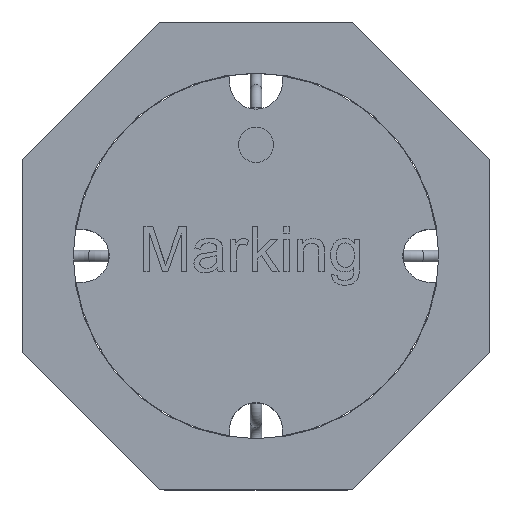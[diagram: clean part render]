
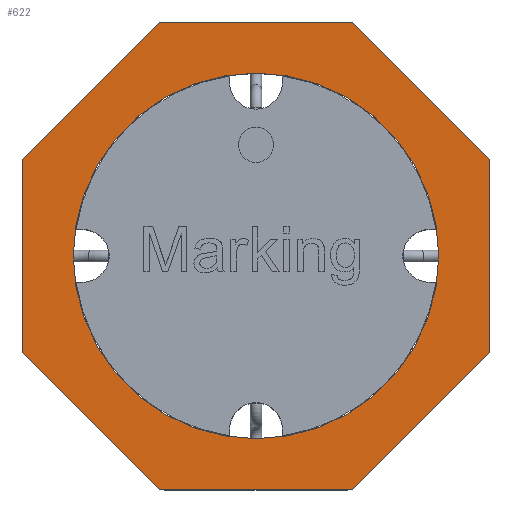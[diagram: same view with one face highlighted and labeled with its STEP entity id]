
A CAD part, top view. The second image highlights one B-rep face of the part: STEP entity #622.
In plain terms, the highlighted planar face has unit normal (0, 0, 1).
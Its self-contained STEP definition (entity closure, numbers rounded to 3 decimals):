
#622 = ADVANCED_FACE( '', ( #1300, #1301 ), #1302, .T. );
#1300 = FACE_OUTER_BOUND( '', #2275, .T. );
#1301 = FACE_BOUND( '', #2276, .T. );
#1302 = PLANE( '', #2277 );
#2275 = EDGE_LOOP( '', ( #3997, #3998, #3999, #4000, #4001, #4002, #4003, #4004 ) );
#2276 = EDGE_LOOP( '', ( #4005 ) );
#2277 = AXIS2_PLACEMENT_3D( '', #4006, #4007, #4008 );
#3997 = ORIENTED_EDGE( '', *, *, #5600, .T. );
#3998 = ORIENTED_EDGE( '', *, *, #5212, .T. );
#3999 = ORIENTED_EDGE( '', *, *, #5601, .T. );
#4000 = ORIENTED_EDGE( '', *, *, #5353, .T. );
#4001 = ORIENTED_EDGE( '', *, *, #5527, .T. );
#4002 = ORIENTED_EDGE( '', *, *, #5602, .T. );
#4003 = ORIENTED_EDGE( '', *, *, #5106, .T. );
#4004 = ORIENTED_EDGE( '', *, *, #5603, .T. );
#4005 = ORIENTED_EDGE( '', *, *, #5604, .T. );
#4006 = CARTESIAN_POINT( '', ( -5.657, 0., 1.2 ) );
#4007 = DIRECTION( '', ( 0., 0., 1. ) );
#4008 = DIRECTION( '', ( 1., 0., 0. ) );
#5106 = EDGE_CURVE( '', #5895, #5893, #5896, .T. );
#5212 = EDGE_CURVE( '', #6080, #6078, #6081, .T. );
#5353 = EDGE_CURVE( '', #6307, #6305, #6308, .T. );
#5527 = EDGE_CURVE( '', #6305, #6573, #6575, .T. );
#5600 = EDGE_CURVE( '', #6669, #6080, #6670, .T. );
#5601 = EDGE_CURVE( '', #6078, #6307, #6671, .T. );
#5602 = EDGE_CURVE( '', #6573, #5895, #6672, .T. );
#5603 = EDGE_CURVE( '', #5893, #6669, #6673, .T. );
#5604 = EDGE_CURVE( '', #6674, #6674, #6675, .T. );
#5893 = VERTEX_POINT( '', #7037 );
#5895 = VERTEX_POINT( '', #7040 );
#5896 = LINE( '', #7041, #7042 );
#6078 = VERTEX_POINT( '', #7313 );
#6080 = VERTEX_POINT( '', #7316 );
#6081 = LINE( '', #7317, #7318 );
#6305 = VERTEX_POINT( '', #7756 );
#6307 = VERTEX_POINT( '', #7759 );
#6308 = LINE( '', #7760, #7761 );
#6573 = VERTEX_POINT( '', #8405 );
#6575 = LINE( '', #8408, #8409 );
#6669 = VERTEX_POINT( '', #8588 );
#6670 = LINE( '', #8589, #8590 );
#6671 = LINE( '', #8591, #8592 );
#6672 = LINE( '', #8593, #8594 );
#6673 = LINE( '', #8595, #8596 );
#6674 = VERTEX_POINT( '', #8597 );
#6675 = CIRCLE( '', #8598, 3.125 );
#7037 = CARTESIAN_POINT( '', ( 1.657, 4., 1.2 ) );
#7040 = CARTESIAN_POINT( '', ( 4., 1.657, 1.2 ) );
#7041 = CARTESIAN_POINT( '', ( 1.657, 4., 1.2 ) );
#7042 = VECTOR( '', #9025, 1000. );
#7313 = CARTESIAN_POINT( '', ( -4., -1.657, 1.2 ) );
#7316 = CARTESIAN_POINT( '', ( -4., 1.657, 1.2 ) );
#7317 = CARTESIAN_POINT( '', ( -4., 1.657, 1.2 ) );
#7318 = VECTOR( '', #9154, 1000. );
#7756 = CARTESIAN_POINT( '', ( 1.657, -4., 1.2 ) );
#7759 = CARTESIAN_POINT( '', ( -1.657, -4., 1.2 ) );
#7760 = CARTESIAN_POINT( '', ( 1.657, -4., 1.2 ) );
#7761 = VECTOR( '', #9291, 1000. );
#8405 = CARTESIAN_POINT( '', ( 4., -1.657, 1.2 ) );
#8408 = CARTESIAN_POINT( '', ( 4., -1.657, 1.2 ) );
#8409 = VECTOR( '', #9440, 1000. );
#8588 = CARTESIAN_POINT( '', ( -1.657, 4., 1.2 ) );
#8589 = CARTESIAN_POINT( '', ( -4., 1.657, 1.2 ) );
#8590 = VECTOR( '', #9521, 1000. );
#8591 = CARTESIAN_POINT( '', ( -4., -1.657, 1.2 ) );
#8592 = VECTOR( '', #9522, 1000. );
#8593 = CARTESIAN_POINT( '', ( 4., 1.657, 1.2 ) );
#8594 = VECTOR( '', #9523, 1000. );
#8595 = CARTESIAN_POINT( '', ( -1.657, 4., 1.2 ) );
#8596 = VECTOR( '', #9524, 1000. );
#8597 = CARTESIAN_POINT( '', ( 3.125, 0., 1.2 ) );
#8598 = AXIS2_PLACEMENT_3D( '', #9525, #9526, #9527 );
#9025 = DIRECTION( '', ( -0.707, 0.707, 0. ) );
#9154 = DIRECTION( '', ( 0., -1., 0. ) );
#9291 = DIRECTION( '', ( 1., 0., 0. ) );
#9440 = DIRECTION( '', ( 0.707, 0.707, 0. ) );
#9521 = DIRECTION( '', ( -0.707, -0.707, 0. ) );
#9522 = DIRECTION( '', ( 0.707, -0.707, 0. ) );
#9523 = DIRECTION( '', ( 0., 1., 0. ) );
#9524 = DIRECTION( '', ( -1., 0., 0. ) );
#9525 = CARTESIAN_POINT( '', ( 0., 0., 1.2 ) );
#9526 = DIRECTION( '', ( 0., 0., -1. ) );
#9527 = DIRECTION( '', ( 1., 0., 0. ) );
